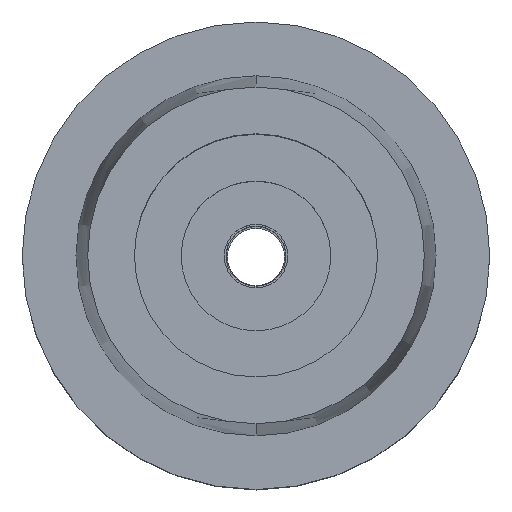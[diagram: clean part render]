
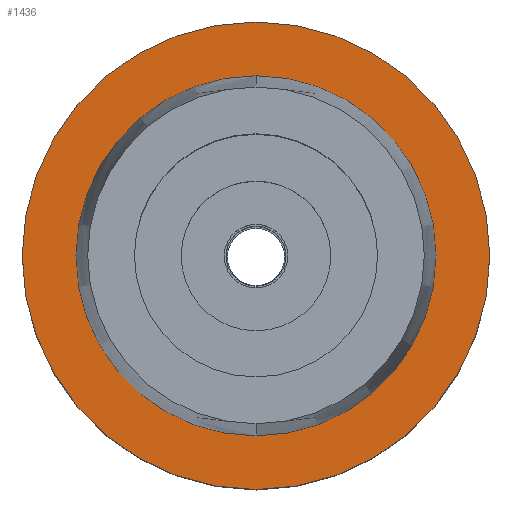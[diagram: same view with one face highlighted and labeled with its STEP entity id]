
A CAD part, top view. The second image highlights one B-rep face of the part: STEP entity #1436.
In plain terms, the highlighted planar face has unit normal (0, 0, 1).
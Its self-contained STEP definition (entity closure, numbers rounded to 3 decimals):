
#8 = EDGE_LOOP ( 'NONE', ( #155, #2475 ) ) ;
#45 = DIRECTION ( 'NONE',  ( 0., 0., 1. ) ) ;
#137 = DIRECTION ( 'NONE',  ( 0., -1., 0. ) ) ;
#155 = ORIENTED_EDGE ( 'NONE', *, *, #2516, .F. ) ;
#167 = CARTESIAN_POINT ( 'NONE',  ( 0., 0., 0. ) ) ;
#214 = DIRECTION ( 'NONE',  ( 0., 0., -1. ) ) ;
#266 = AXIS2_PLACEMENT_3D ( 'NONE', #941, #2442, #137 ) ;
#424 = DIRECTION ( 'NONE',  ( 0., -1., 0. ) ) ;
#493 = CARTESIAN_POINT ( 'NONE',  ( 0., 19.25, 0. ) ) ;
#541 = EDGE_CURVE ( 'NONE', #1182, #666, #1742, .T. ) ;
#577 = ORIENTED_EDGE ( 'NONE', *, *, #2436, .F. ) ;
#657 = AXIS2_PLACEMENT_3D ( 'NONE', #1935, #45, #1721 ) ;
#666 = VERTEX_POINT ( 'NONE', #1710 ) ;
#889 = VERTEX_POINT ( 'NONE', #939 ) ;
#939 = CARTESIAN_POINT ( 'NONE',  ( 0., -19.25, 0. ) ) ;
#941 = CARTESIAN_POINT ( 'NONE',  ( 0., 0., 0. ) ) ;
#1052 = CARTESIAN_POINT ( 'NONE',  ( 0., 0., 0. ) ) ;
#1069 = AXIS2_PLACEMENT_3D ( 'NONE', #1052, #1892, #1448 ) ;
#1092 = PLANE ( 'NONE',  #657 ) ;
#1182 = VERTEX_POINT ( 'NONE', #2640 ) ;
#1210 = EDGE_CURVE ( 'NONE', #889, #1875, #1932, .T. ) ;
#1233 = DIRECTION ( 'NONE',  ( 0., 1., 0. ) ) ;
#1235 = ORIENTED_EDGE ( 'NONE', *, *, #541, .F. ) ;
#1259 = DIRECTION ( 'NONE',  ( 0., 0., -1. ) ) ;
#1436 = ADVANCED_FACE ( 'NONE', ( #2504, #2458 ), #1092, .T. ) ;
#1448 = DIRECTION ( 'NONE',  ( 0., 1., 0. ) ) ;
#1457 = CIRCLE ( 'NONE', #1069, 19.25 ) ;
#1706 = CIRCLE ( 'NONE', #2317, 25. ) ;
#1710 = CARTESIAN_POINT ( 'NONE',  ( 0., -25., 0. ) ) ;
#1721 = DIRECTION ( 'NONE',  ( 1., 0., 0. ) ) ;
#1742 = CIRCLE ( 'NONE', #2221, 25. ) ;
#1875 = VERTEX_POINT ( 'NONE', #493 ) ;
#1876 = CARTESIAN_POINT ( 'NONE',  ( 0., 0., 0. ) ) ;
#1892 = DIRECTION ( 'NONE',  ( 0., 0., 1. ) ) ;
#1903 = EDGE_LOOP ( 'NONE', ( #1235, #577 ) ) ;
#1932 = CIRCLE ( 'NONE', #266, 19.25 ) ;
#1935 = CARTESIAN_POINT ( 'NONE',  ( 0., 0., 0. ) ) ;
#2221 = AXIS2_PLACEMENT_3D ( 'NONE', #167, #1259, #1233 ) ;
#2317 = AXIS2_PLACEMENT_3D ( 'NONE', #1876, #214, #424 ) ;
#2436 = EDGE_CURVE ( 'NONE', #666, #1182, #1706, .T. ) ;
#2442 = DIRECTION ( 'NONE',  ( 0., 0., 1. ) ) ;
#2458 = FACE_BOUND ( 'NONE', #8, .T. ) ;
#2475 = ORIENTED_EDGE ( 'NONE', *, *, #1210, .F. ) ;
#2504 = FACE_OUTER_BOUND ( 'NONE', #1903, .T. ) ;
#2516 = EDGE_CURVE ( 'NONE', #1875, #889, #1457, .T. ) ;
#2640 = CARTESIAN_POINT ( 'NONE',  ( 0., 25., 0. ) ) ;
